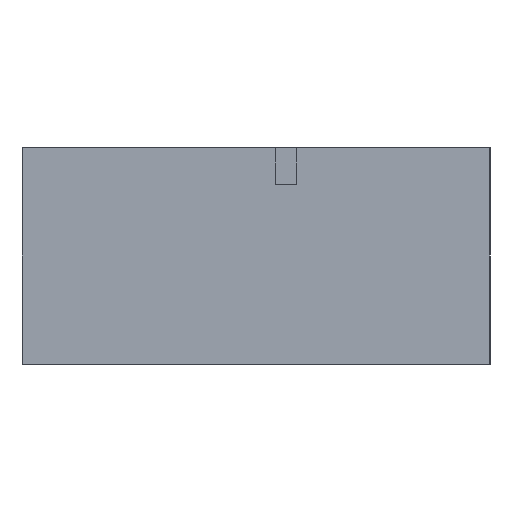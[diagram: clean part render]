
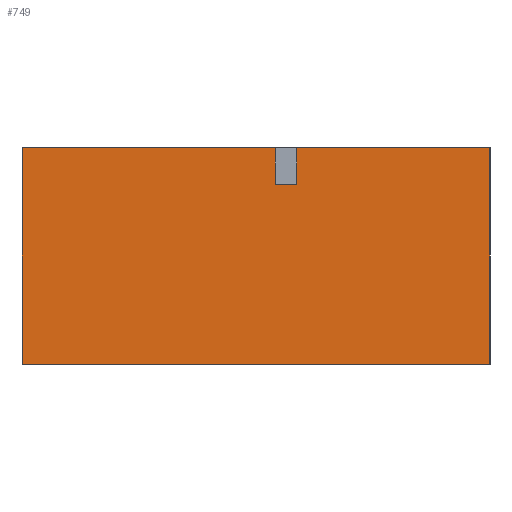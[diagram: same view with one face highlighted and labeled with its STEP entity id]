
A CAD part, left-side view. The second image highlights one B-rep face of the part: STEP entity #749.
In plain terms, the highlighted planar face has unit normal (-1, 0, 0).
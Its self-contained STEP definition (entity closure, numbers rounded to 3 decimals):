
#114=FACE_OUTER_BOUND('',#170,.T.);
#170=EDGE_LOOP('',(#551,#552,#553,#554,#555,#556,#557,#558));
#247=LINE('',#1110,#307);
#250=LINE('',#1142,#310);
#251=LINE('',#1144,#311);
#252=LINE('',#1146,#312);
#253=LINE('',#1148,#313);
#254=LINE('',#1150,#314);
#255=LINE('',#1152,#315);
#256=LINE('',#1153,#316);
#307=VECTOR('',#893,10.);
#310=VECTOR('',#924,10.);
#311=VECTOR('',#925,10.);
#312=VECTOR('',#926,10.);
#313=VECTOR('',#927,10.);
#314=VECTOR('',#928,10.);
#315=VECTOR('',#929,10.);
#316=VECTOR('',#930,10.);
#366=VERTEX_POINT('',#1106);
#368=VERTEX_POINT('',#1109);
#383=VERTEX_POINT('',#1141);
#384=VERTEX_POINT('',#1143);
#385=VERTEX_POINT('',#1145);
#386=VERTEX_POINT('',#1147);
#387=VERTEX_POINT('',#1149);
#388=VERTEX_POINT('',#1151);
#441=EDGE_CURVE('',#368,#366,#247,.T.);
#457=EDGE_CURVE('',#366,#383,#250,.T.);
#458=EDGE_CURVE('',#384,#383,#251,.T.);
#459=EDGE_CURVE('',#384,#385,#252,.T.);
#460=EDGE_CURVE('',#385,#386,#253,.T.);
#461=EDGE_CURVE('',#386,#387,#254,.T.);
#462=EDGE_CURVE('',#388,#387,#255,.T.);
#463=EDGE_CURVE('',#368,#388,#256,.T.);
#551=ORIENTED_EDGE('',*,*,#441,.T.);
#552=ORIENTED_EDGE('',*,*,#457,.T.);
#553=ORIENTED_EDGE('',*,*,#458,.F.);
#554=ORIENTED_EDGE('',*,*,#459,.T.);
#555=ORIENTED_EDGE('',*,*,#460,.T.);
#556=ORIENTED_EDGE('',*,*,#461,.T.);
#557=ORIENTED_EDGE('',*,*,#462,.F.);
#558=ORIENTED_EDGE('',*,*,#463,.F.);
#723=PLANE('',#825);
#749=ADVANCED_FACE('',(#114),#723,.T.);
#825=AXIS2_PLACEMENT_3D('',#1140,#922,#923);
#893=DIRECTION('',(0.,-1.,0.));
#922=DIRECTION('center_axis',(-1.,0.,0.));
#923=DIRECTION('ref_axis',(0.,-1.,0.));
#924=DIRECTION('',(0.,0.,1.));
#925=DIRECTION('',(0.,-1.,0.));
#926=DIRECTION('',(0.,0.,-1.));
#927=DIRECTION('',(0.,1.,0.));
#928=DIRECTION('',(0.,0.,1.));
#929=DIRECTION('',(0.,-1.,0.));
#930=DIRECTION('',(0.,0.,1.));
#1106=CARTESIAN_POINT('',(0.,0.,1.));
#1109=CARTESIAN_POINT('',(0.,32.,1.));
#1110=CARTESIAN_POINT('',(0.,24.,1.));
#1140=CARTESIAN_POINT('Origin',(0.,32.,0.));
#1141=CARTESIAN_POINT('',(0.,0.,15.8));
#1142=CARTESIAN_POINT('',(0.,0.,0.));
#1143=CARTESIAN_POINT('',(0.,13.2,15.8));
#1144=CARTESIAN_POINT('',(0.,32.,15.8));
#1145=CARTESIAN_POINT('',(0.,13.2,13.3));
#1146=CARTESIAN_POINT('',(0.,13.2,7.9));
#1147=CARTESIAN_POINT('',(0.,14.7,13.3));
#1148=CARTESIAN_POINT('',(0.,22.975,13.3));
#1149=CARTESIAN_POINT('',(0.,14.7,15.8));
#1150=CARTESIAN_POINT('',(0.,14.7,7.9));
#1151=CARTESIAN_POINT('',(0.,32.,15.8));
#1152=CARTESIAN_POINT('',(0.,32.,15.8));
#1153=CARTESIAN_POINT('',(0.,32.,0.));
